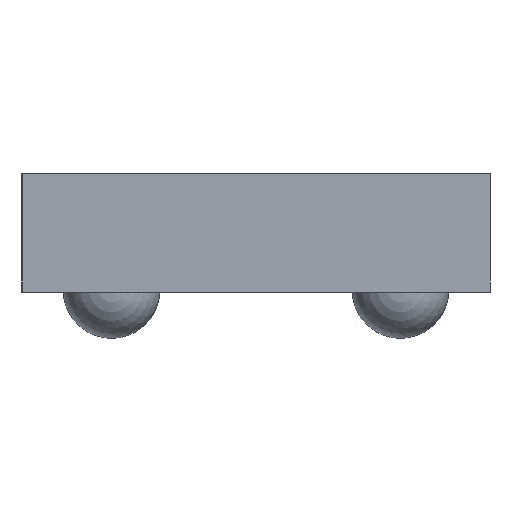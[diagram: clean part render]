
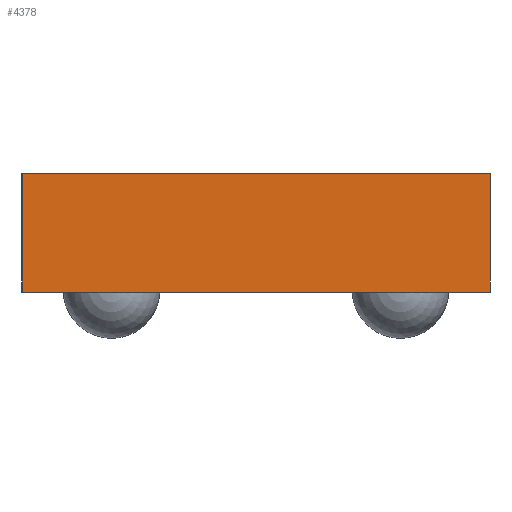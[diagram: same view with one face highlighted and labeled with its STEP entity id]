
A CAD part, front view. The second image highlights one B-rep face of the part: STEP entity #4378.
In plain terms, the highlighted planar face has unit normal (0, -1, 0).
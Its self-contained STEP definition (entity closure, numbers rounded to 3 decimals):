
#319 = DIRECTION ( 'NONE',  ( 0., 0., 1. ) ) ;
#320 = DIRECTION ( 'NONE',  ( 0., 1., 0. ) ) ;
#321 = CARTESIAN_POINT ( 'NONE',  ( 0., 0., 0.41 ) ) ;
#331 = PLANE ( 'NONE',  #5184 ) ;
#346 = FACE_OUTER_BOUND ( 'NONE', #4960, .T. ) ;
#1085 = VECTOR ( 'NONE', #3976, 1000. ) ;
#1104 = EDGE_CURVE ( 'NONE', #5334, #5290, #4276, .T. ) ;
#1121 = EDGE_CURVE ( 'NONE', #5328, #5290, #3981, .T. ) ;
#1302 = CARTESIAN_POINT ( 'NONE',  ( 0., 0., 0.41 ) ) ;
#1303 = CARTESIAN_POINT ( 'NONE',  ( 1.62, 0., 0.41 ) ) ;
#1309 = CARTESIAN_POINT ( 'NONE',  ( 0., 0., 0. ) ) ;
#1347 = CARTESIAN_POINT ( 'NONE',  ( 1.62, 0., 0. ) ) ;
#1694 = EDGE_CURVE ( 'NONE', #5335, #5328, #3667, .T. ) ;
#1695 = VECTOR ( 'NONE', #3589, 1000. ) ;
#1731 = EDGE_CURVE ( 'NONE', #5335, #5334, #3600, .T. ) ;
#3589 = DIRECTION ( 'NONE',  ( 1., 0., 0. ) ) ;
#3600 = LINE ( 'NONE', #3613, #1695 ) ;
#3613 = CARTESIAN_POINT ( 'NONE',  ( 0., 0., 0.41 ) ) ;
#3658 = DIRECTION ( 'NONE',  ( 0., 0., -1. ) ) ;
#3660 = CARTESIAN_POINT ( 'NONE',  ( 0., 0., 0.41 ) ) ;
#3667 = LINE ( 'NONE', #3660, #5218 ) ;
#3976 = DIRECTION ( 'NONE',  ( 1., 0., 0. ) ) ;
#3981 = LINE ( 'NONE', #4017, #1085 ) ;
#4017 = CARTESIAN_POINT ( 'NONE',  ( 0., 0., 0. ) ) ;
#4273 = DIRECTION ( 'NONE',  ( 0., 0., -1. ) ) ;
#4274 = CARTESIAN_POINT ( 'NONE',  ( 1.62, 0., 0.41 ) ) ;
#4276 = LINE ( 'NONE', #4274, #5945 ) ;
#4378 = ADVANCED_FACE ( 'NONE', ( #346 ), #331, .F. ) ;
#4759 = ORIENTED_EDGE ( 'NONE', *, *, #1731, .F. ) ;
#4784 = ORIENTED_EDGE ( 'NONE', *, *, #1121, .T. ) ;
#4870 = ORIENTED_EDGE ( 'NONE', *, *, #1694, .T. ) ;
#4960 = EDGE_LOOP ( 'NONE', ( #4784, #5133, #4759, #4870 ) ) ;
#5133 = ORIENTED_EDGE ( 'NONE', *, *, #1104, .F. ) ;
#5184 = AXIS2_PLACEMENT_3D ( 'NONE', #321, #320, #319 ) ;
#5218 = VECTOR ( 'NONE', #3658, 1000. ) ;
#5290 = VERTEX_POINT ( 'NONE', #1347 ) ;
#5328 = VERTEX_POINT ( 'NONE', #1309 ) ;
#5334 = VERTEX_POINT ( 'NONE', #1303 ) ;
#5335 = VERTEX_POINT ( 'NONE', #1302 ) ;
#5945 = VECTOR ( 'NONE', #4273, 1000. ) ;
